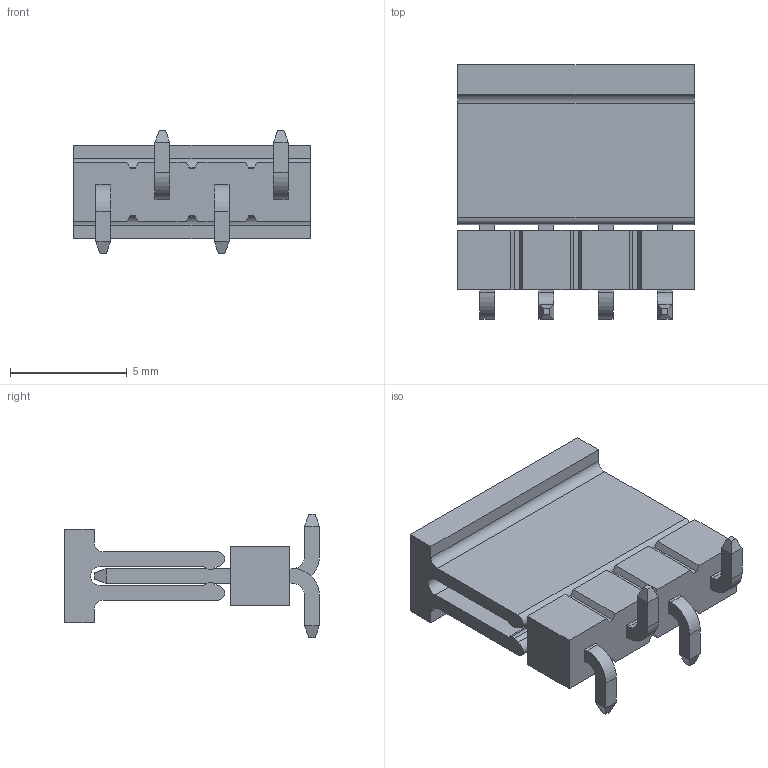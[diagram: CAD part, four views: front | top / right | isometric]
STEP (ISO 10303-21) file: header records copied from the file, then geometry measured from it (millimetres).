
FILE_DESCRIPTION(('STEP AP242'),'1');
FILE_NAME('tsm-104-01-l-sv-p-tr.stp','2025-01-22T21:12:58',('TraceParts'),('TraceParts S.A.'),'Spatial InterOp 3D',' ',' ');
FILE_SCHEMA(('AP242_MANAGED_MODEL_BASED_3D_ENGINEERING_MIM_LF {1 0 10303 442 1 1 4}'));
Length unit declared in the file: millimetre
Products named in the file (1): tsm-104-01-l-sv-p-tr_1
Bounding box: 10.16 x 10.92 x 5.28 mm (x, y, z)
Volume: 202.1 mm3; surface area: 557.4 mm2
Topology: 2 solids, 2 shells, 140 faces, 352 edges, 224 vertices
Faces by surface type: plane 127, cylinder 13
Entity records: 5226 total; most frequent: CARTESIAN_POINT 718, ORIENTED_EDGE 704, DIRECTION 662, EDGE_CURVE 352, LINE 326, VECTOR 326, VERTEX_POINT 224, AXIS2_PLACEMENT_3D 168
